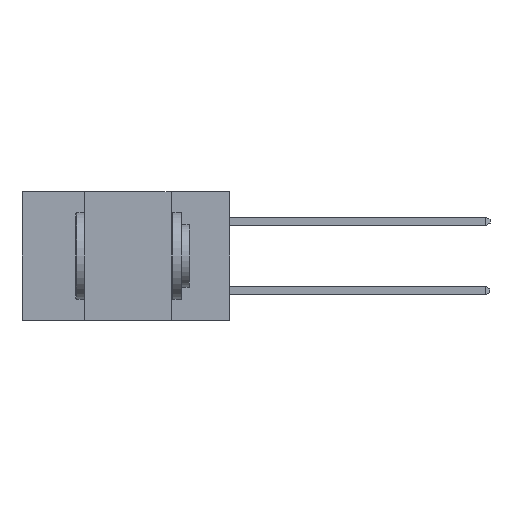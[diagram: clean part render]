
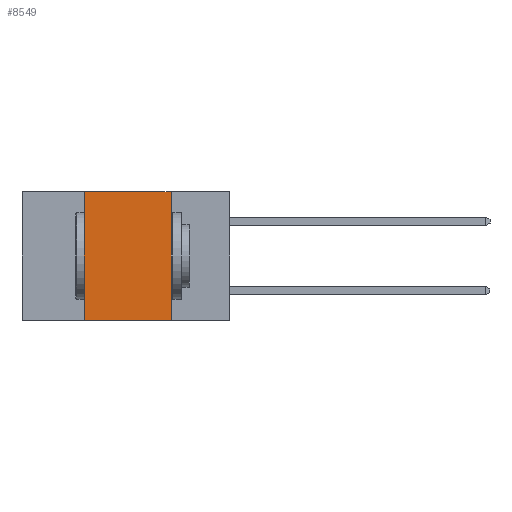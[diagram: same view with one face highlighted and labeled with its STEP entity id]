
A CAD part, left-side view. The second image highlights one B-rep face of the part: STEP entity #8549.
In plain terms, the highlighted planar face has unit normal (-1, 0, 0).
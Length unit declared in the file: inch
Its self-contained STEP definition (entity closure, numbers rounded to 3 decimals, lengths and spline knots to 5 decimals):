
#22 = ORIENTED_EDGE ( 'NONE', *, *, #15971, .F. ) ;
#185 = DIRECTION ( 'NONE',  ( 0., 0., 1. ) ) ;
#265 = LINE ( 'NONE', #10527, #13552 ) ;
#927 = VERTEX_POINT ( 'NONE', #9575 ) ;
#1414 = CARTESIAN_POINT ( 'NONE',  ( 0., 0.6, 0. ) ) ;
#2276 = EDGE_LOOP ( 'NONE', ( #6767, #4369, #22, #10528 ) ) ;
#2600 = LINE ( 'NONE', #13025, #5924 ) ;
#2665 = CARTESIAN_POINT ( 'NONE',  ( 0., 0.17, 0. ) ) ;
#3113 = DIRECTION ( 'NONE',  ( 0., -1., 0. ) ) ;
#3551 = CARTESIAN_POINT ( 'NONE',  ( 0., 0.17, -0.37 ) ) ;
#3923 = PLANE ( 'NONE',  #7172 ) ;
#4019 = VERTEX_POINT ( 'NONE', #14042 ) ;
#4369 = ORIENTED_EDGE ( 'NONE', *, *, #5985, .F. ) ;
#5210 = DIRECTION ( 'NONE',  ( 1., 0., 0. ) ) ;
#5924 = VECTOR ( 'NONE', #9116, 39.37008 ) ;
#5985 = EDGE_CURVE ( 'NONE', #927, #11750, #265, .T. ) ;
#6031 = LINE ( 'NONE', #7793, #6844 ) ;
#6767 = ORIENTED_EDGE ( 'NONE', *, *, #10581, .F. ) ;
#6844 = VECTOR ( 'NONE', #185, 39.37008 ) ;
#7172 = AXIS2_PLACEMENT_3D ( 'NONE', #1414, #5210, #14276 ) ;
#7793 = CARTESIAN_POINT ( 'NONE',  ( 0., 0.42, 0. ) ) ;
#8250 = LINE ( 'NONE', #9503, #14762 ) ;
#8549 = ADVANCED_FACE ( 'NONE', ( #10495 ), #3923, .F. ) ;
#8928 = DIRECTION ( 'NONE',  ( 0., -1., 0. ) ) ;
#9116 = DIRECTION ( 'NONE',  ( 0., 0., -1. ) ) ;
#9503 = CARTESIAN_POINT ( 'NONE',  ( 0., 0.6, -0.37 ) ) ;
#9575 = CARTESIAN_POINT ( 'NONE',  ( 0., 0.42, 0. ) ) ;
#10359 = VERTEX_POINT ( 'NONE', #3551 ) ;
#10495 = FACE_OUTER_BOUND ( 'NONE', #2276, .T. ) ;
#10527 = CARTESIAN_POINT ( 'NONE',  ( 0., 0.6, 0. ) ) ;
#10528 = ORIENTED_EDGE ( 'NONE', *, *, #12628, .T. ) ;
#10581 = EDGE_CURVE ( 'NONE', #11750, #10359, #2600, .T. ) ;
#11750 = VERTEX_POINT ( 'NONE', #2665 ) ;
#12628 = EDGE_CURVE ( 'NONE', #4019, #10359, #8250, .T. ) ;
#13025 = CARTESIAN_POINT ( 'NONE',  ( 0., 0.17, 0. ) ) ;
#13552 = VECTOR ( 'NONE', #8928, 39.37008 ) ;
#14042 = CARTESIAN_POINT ( 'NONE',  ( 0., 0.42, -0.37 ) ) ;
#14276 = DIRECTION ( 'NONE',  ( 0., 0., -1. ) ) ;
#14762 = VECTOR ( 'NONE', #3113, 39.37008 ) ;
#15971 = EDGE_CURVE ( 'NONE', #4019, #927, #6031, .T. ) ;
